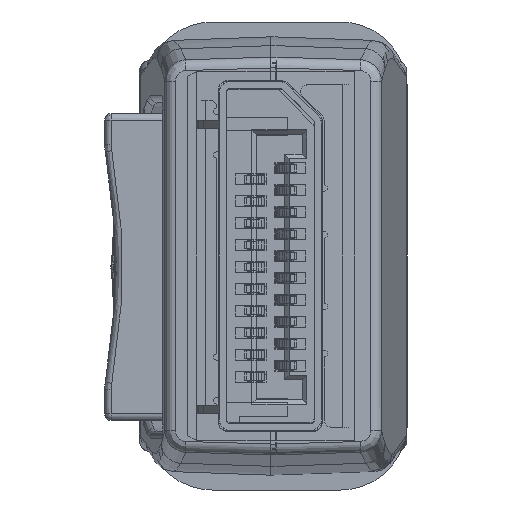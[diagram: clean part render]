
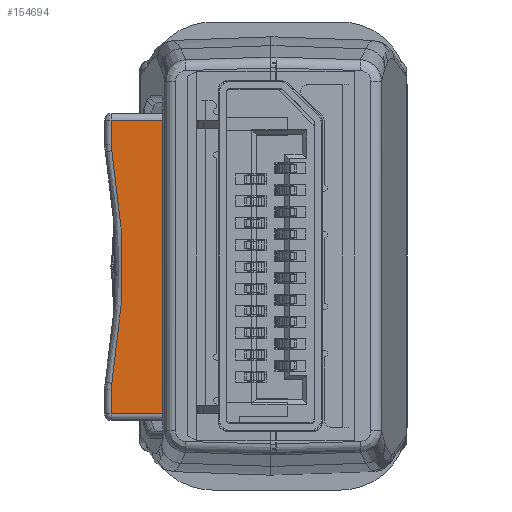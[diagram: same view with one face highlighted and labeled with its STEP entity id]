
A CAD part, left-side view. The second image highlights one B-rep face of the part: STEP entity #154694.
In plain terms, the highlighted face is planar.
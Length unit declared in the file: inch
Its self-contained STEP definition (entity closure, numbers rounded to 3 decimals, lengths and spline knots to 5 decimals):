
#488 = CARTESIAN_POINT ( 'NONE',  ( 1.12177, 0.23647, -0.29457 ) ) ;
#925 = CARTESIAN_POINT ( 'NONE',  ( 1.12177, 0.22853, -0.29358 ) ) ;
#1270 = AXIS2_PLACEMENT_3D ( 'NONE', #104042, #91988, #102934 ) ;
#1497 = CARTESIAN_POINT ( 'NONE',  ( 1.12177, 0.01979, -0.27334 ) ) ;
#2150 = ORIENTED_EDGE ( 'NONE', *, *, #71406, .F. ) ;
#3178 = CARTESIAN_POINT ( 'NONE',  ( 1.12177, 0.28346, 0.62705 ) ) ;
#3359 = DIRECTION ( 'NONE',  ( 0., -1., 0. ) ) ;
#9245 = EDGE_CURVE ( 'NONE', #23220, #15854, #60968, .T. ) ;
#15030 = CARTESIAN_POINT ( 'NONE',  ( 1.12177, 0.28346, -0.29464 ) ) ;
#15854 = VERTEX_POINT ( 'NONE', #71538 ) ;
#20124 = EDGE_CURVE ( 'NONE', #26442, #149896, #107088, .T. ) ;
#23220 = VERTEX_POINT ( 'NONE', #144554 ) ;
#23474 = VECTOR ( 'NONE', #43099, 39.37008 ) ;
#24188 = VERTEX_POINT ( 'NONE', #163705 ) ;
#24833 = CARTESIAN_POINT ( 'NONE',  ( 1.12177, 0.22963, -0.29378 ) ) ;
#25259 = CARTESIAN_POINT ( 'NONE',  ( 1.12177, -0.18916, -0.29358 ) ) ;
#25633 = LINE ( 'NONE', #3178, #23474 ) ;
#26442 = VERTEX_POINT ( 'NONE', #99930 ) ;
#26980 = CARTESIAN_POINT ( 'NONE',  ( 1.12177, -0.0857, -0.27809 ) ) ;
#27866 = CARTESIAN_POINT ( 'NONE',  ( 1.12177, -0.19302, -0.29421 ) ) ;
#34053 = LINE ( 'NONE', #53438, #60905 ) ;
#34326 = VERTEX_POINT ( 'NONE', #124861 ) ;
#41090 = VECTOR ( 'NONE', #3359, 39.37008 ) ;
#42869 = CARTESIAN_POINT ( 'NONE',  ( 1.12177, -0.19697, -0.29457 ) ) ;
#43099 = DIRECTION ( 'NONE',  ( 0., 0., -1. ) ) ;
#44808 = ORIENTED_EDGE ( 'NONE', *, *, #162728, .T. ) ;
#46951 = ORIENTED_EDGE ( 'NONE', *, *, #169257, .F. ) ;
#48514 = ORIENTED_EDGE ( 'NONE', *, *, #131261, .F. ) ;
#50106 =( BOUNDED_CURVE ( )  B_SPLINE_CURVE ( 3, ( #925, #159791, #80658, #1497, #26980, #132556, #25259 ),
 .UNSPECIFIED., .F., .F. ) 
 B_SPLINE_CURVE_WITH_KNOTS ( ( 4, 1, 1, 1, 4 ),
 ( 0., 0.24625, 0.49974, 0.75323, 1. ),
 .UNSPECIFIED. ) 
 CURVE ( )  GEOMETRIC_REPRESENTATION_ITEM ( )  RATIONAL_B_SPLINE_CURVE ( ( 1.184, 1.184, 1.184, 1.184, 1.184, 1.184, 1.184 ) ) 
 REPRESENTATION_ITEM ( '' )  );
#53438 = CARTESIAN_POINT ( 'NONE',  ( 1.12177, -0.24409, -0.83571 ) ) ;
#56715 = CARTESIAN_POINT ( 'NONE',  ( 1.12177, -0.25591, -0.29464 ) ) ;
#59008 = VECTOR ( 'NONE', #66203, 39.37008 ) ;
#60905 = VECTOR ( 'NONE', #159089, 39.37008 ) ;
#60968 = LINE ( 'NONE', #56715, #149746 ) ;
#61591 = EDGE_CURVE ( 'NONE', #85354, #34326, #50106, .T. ) ;
#65195 = CARTESIAN_POINT ( 'NONE',  ( 1.12177, 0.23932, -0.29464 ) ) ;
#66203 = DIRECTION ( 'NONE',  ( 0., 1., 0. ) ) ;
#67119 = CARTESIAN_POINT ( 'NONE',  ( 1.12177, -0.201, -0.29464 ) ) ;
#71406 = EDGE_CURVE ( 'NONE', #34326, #15854, #154744, .T. ) ;
#71538 = CARTESIAN_POINT ( 'NONE',  ( 1.12177, -0.201, -0.29464 ) ) ;
#77365 = CARTESIAN_POINT ( 'NONE',  ( 1.12177, 0.24037, -0.29464 ) ) ;
#80658 = CARTESIAN_POINT ( 'NONE',  ( 1.12177, 0.12522, -0.27811 ) ) ;
#82500 = CARTESIAN_POINT ( 'NONE',  ( 1.12177, 0.22853, -0.29358 ) ) ;
#85354 = VERTEX_POINT ( 'NONE', #82500 ) ;
#88856 = VERTEX_POINT ( 'NONE', #15030 ) ;
#91232 = CARTESIAN_POINT ( 'NONE',  ( 1.12177, 0.22853, -0.29358 ) ) ;
#91437 = PLANE ( 'NONE',  #1270 ) ;
#91988 = DIRECTION ( 'NONE',  ( 1., 0., 0. ) ) ;
#92779 = CARTESIAN_POINT ( 'NONE',  ( 1.12177, -0.25591, -0.29464 ) ) ;
#94970 = EDGE_LOOP ( 'NONE', ( #48514, #123125, #2150, #166404, #46951, #44808, #98657, #122565 ) ) ;
#96383 = FACE_OUTER_BOUND ( 'NONE', #94970, .T. ) ;
#98657 = ORIENTED_EDGE ( 'NONE', *, *, #124193, .F. ) ;
#99930 = CARTESIAN_POINT ( 'NONE',  ( 1.12177, 0.28346, -0.18504 ) ) ;
#102934 = DIRECTION ( 'NONE',  ( 0., 0., -1. ) ) ;
#104042 = CARTESIAN_POINT ( 'NONE',  ( 1.12177, -0.25591, -0.11024 ) ) ;
#107088 = LINE ( 'NONE', #121697, #41090 ) ;
#121697 = CARTESIAN_POINT ( 'NONE',  ( 1.12177, 0.29528, -0.18504 ) ) ;
#121859 = CARTESIAN_POINT ( 'NONE',  ( 1.12177, -0.1902, -0.29377 ) ) ;
#122565 = ORIENTED_EDGE ( 'NONE', *, *, #20124, .T. ) ;
#123125 = ORIENTED_EDGE ( 'NONE', *, *, #9245, .T. ) ;
#124193 = EDGE_CURVE ( 'NONE', #26442, #88856, #25633, .T. ) ;
#124861 = CARTESIAN_POINT ( 'NONE',  ( 1.12177, -0.18916, -0.29358 ) ) ;
#125006 = LINE ( 'NONE', #92779, #59008 ) ;
#130100 = CARTESIAN_POINT ( 'NONE',  ( 1.12177, -0.24409, -0.18504 ) ) ;
#131261 = EDGE_CURVE ( 'NONE', #23220, #149896, #34053, .T. ) ;
#131508 = CARTESIAN_POINT ( 'NONE',  ( 1.12177, 0.23251, -0.29422 ) ) ;
#132556 = CARTESIAN_POINT ( 'NONE',  ( 1.12177, -0.15517, -0.28747 ) ) ;
#144554 = CARTESIAN_POINT ( 'NONE',  ( 1.12177, -0.24409, -0.29464 ) ) ;
#146178 = CARTESIAN_POINT ( 'NONE',  ( 1.12177, -0.19988, -0.29464 ) ) ;
#149746 = VECTOR ( 'NONE', #150801, 39.37008 ) ;
#149896 = VERTEX_POINT ( 'NONE', #130100 ) ;
#150801 = DIRECTION ( 'NONE',  ( 0., 1., 0. ) ) ;
#154694 = ADVANCED_FACE ( 'NONE', ( #96383 ), #91437, .T. ) ;
#154744 =( BOUNDED_CURVE ( )  B_SPLINE_CURVE ( 3, ( #161822, #121859, #27866, #42869, #146178, #67119 ),
 .UNSPECIFIED., .F., .F. ) 
 B_SPLINE_CURVE_WITH_KNOTS ( ( 4, 1, 1, 4 ),
 ( 0., 0.26696, 0.71773, 1. ),
 .UNSPECIFIED. ) 
 CURVE ( )  GEOMETRIC_REPRESENTATION_ITEM ( )  RATIONAL_B_SPLINE_CURVE ( ( 1.185, 1.185, 1.185, 1.185, 1.185, 1.185 ) ) 
 REPRESENTATION_ITEM ( '' )  );
#156964 =( BOUNDED_CURVE ( )  B_SPLINE_CURVE ( 3, ( #77365, #65195, #488, #131508, #24833, #91232 ),
 .UNSPECIFIED., .F., .F. ) 
 B_SPLINE_CURVE_WITH_KNOTS ( ( 4, 1, 1, 4 ),
 ( 0., 0.26699, 0.71777, 1. ),
 .UNSPECIFIED. ) 
 CURVE ( )  GEOMETRIC_REPRESENTATION_ITEM ( )  RATIONAL_B_SPLINE_CURVE ( ( 1.185, 1.185, 1.185, 1.185, 1.185, 1.185 ) ) 
 REPRESENTATION_ITEM ( '' )  );
#159089 = DIRECTION ( 'NONE',  ( 0., 0., 1. ) ) ;
#159791 = CARTESIAN_POINT ( 'NONE',  ( 1.12177, 0.19461, -0.28748 ) ) ;
#161822 = CARTESIAN_POINT ( 'NONE',  ( 1.12177, -0.18916, -0.29358 ) ) ;
#162728 = EDGE_CURVE ( 'NONE', #24188, #88856, #125006, .T. ) ;
#163705 = CARTESIAN_POINT ( 'NONE',  ( 1.12177, 0.24037, -0.29464 ) ) ;
#166404 = ORIENTED_EDGE ( 'NONE', *, *, #61591, .F. ) ;
#169257 = EDGE_CURVE ( 'NONE', #24188, #85354, #156964, .T. ) ;
